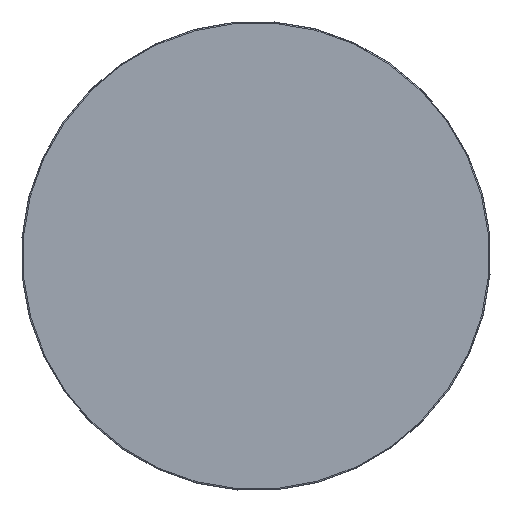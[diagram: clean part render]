
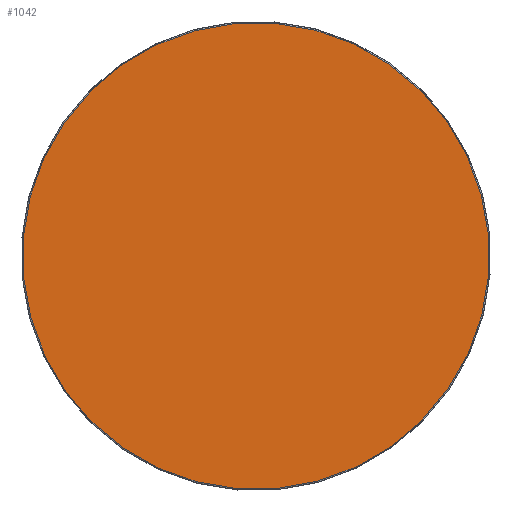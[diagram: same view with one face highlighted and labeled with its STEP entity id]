
A CAD part, front view. The second image highlights one B-rep face of the part: STEP entity #1042.
In plain terms, the highlighted planar face has unit normal (0, -1, 0).
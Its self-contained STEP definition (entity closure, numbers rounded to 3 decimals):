
#126=CIRCLE('',#1180,25.856);
#127=CIRCLE('',#1181,25.856);
#195=FACE_OUTER_BOUND('',#255,.T.);
#255=EDGE_LOOP('',(#816,#817));
#445=VERTEX_POINT('',#1749);
#446=VERTEX_POINT('',#1750);
#573=EDGE_CURVE('',#445,#446,#126,.T.);
#574=EDGE_CURVE('',#446,#445,#127,.T.);
#816=ORIENTED_EDGE('',*,*,#573,.T.);
#817=ORIENTED_EDGE('',*,*,#574,.T.);
#943=PLANE('',#1183);
#1042=ADVANCED_FACE('',(#195),#943,.T.);
#1180=AXIS2_PLACEMENT_3D('',#1751,#1446,#1447);
#1181=AXIS2_PLACEMENT_3D('',#1752,#1448,#1449);
#1183=AXIS2_PLACEMENT_3D('',#1754,#1452,#1453);
#1446=DIRECTION('center_axis',(0.,-1.,0.));
#1447=DIRECTION('ref_axis',(0.904,0.,0.428));
#1448=DIRECTION('center_axis',(0.,-1.,0.));
#1449=DIRECTION('ref_axis',(0.904,0.,0.428));
#1452=DIRECTION('center_axis',(0.,-1.,0.));
#1453=DIRECTION('ref_axis',(0.428,0.,-0.904));
#1749=CARTESIAN_POINT('',(23.363,0.,11.079));
#1750=CARTESIAN_POINT('',(-11.079,0.,23.363));
#1751=CARTESIAN_POINT('Origin',(0.,0.,0.));
#1752=CARTESIAN_POINT('Origin',(0.,0.,0.));
#1754=CARTESIAN_POINT('Origin',(11.681,0.,5.539));
